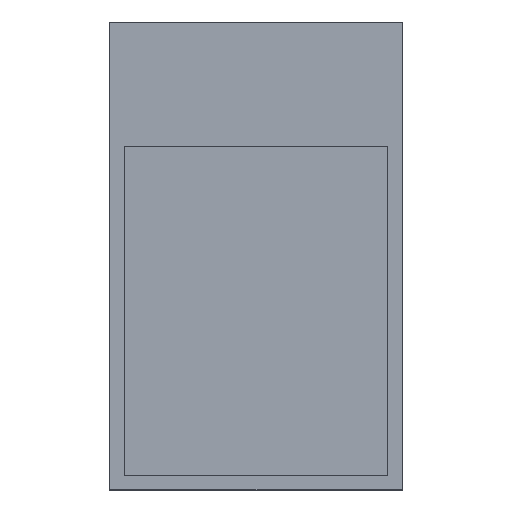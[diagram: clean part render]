
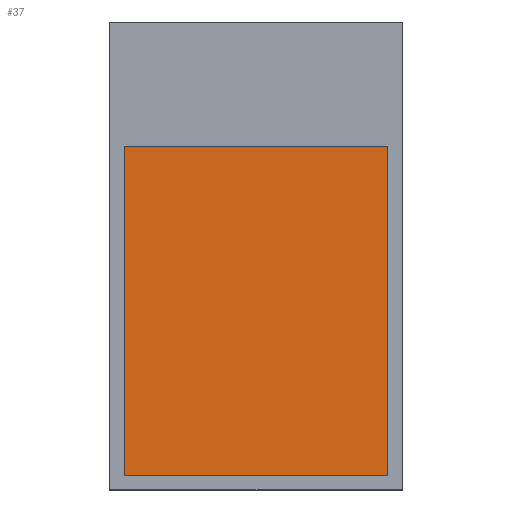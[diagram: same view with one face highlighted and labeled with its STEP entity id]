
A CAD part, top view. The second image highlights one B-rep face of the part: STEP entity #37.
In plain terms, the highlighted planar face has unit normal (0, 0, 1).
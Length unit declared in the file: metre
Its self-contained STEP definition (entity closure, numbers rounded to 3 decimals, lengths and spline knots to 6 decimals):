
#37 = ADVANCED_FACE( 'Face appearance 1', ( #77 ), #78, .T. );
#77 = FACE_OUTER_BOUND( '', #118, .T. );
#78 = PLANE( '', #119 );
#118 = EDGE_LOOP( '', ( #158, #159, #160, #161 ) );
#119 = AXIS2_PLACEMENT_3D( '', #162, #163, #164 );
#158 = ORIENTED_EDGE( '', *, *, #247, .T. );
#159 = ORIENTED_EDGE( '', *, *, #248, .T. );
#160 = ORIENTED_EDGE( '', *, *, #245, .F. );
#161 = ORIENTED_EDGE( '', *, *, #249, .T. );
#162 = CARTESIAN_POINT( '', ( 0., -0.008, 0.0022 ) );
#163 = DIRECTION( '', ( 0., 0., 1. ) );
#164 = DIRECTION( '', ( 1., 0., 0. ) );
#245 = EDGE_CURVE( '', #282, #277, #284, .T. );
#247 = EDGE_CURVE( '', #286, #287, #288, .T. );
#248 = EDGE_CURVE( '', #287, #277, #289, .T. );
#249 = EDGE_CURVE( '', #282, #286, #290, .T. );
#277 = VERTEX_POINT( '', #328 );
#282 = VERTEX_POINT( '', #335 );
#284 = LINE( '', #338, #339 );
#286 = VERTEX_POINT( '', #341 );
#287 = VERTEX_POINT( '', #342 );
#288 = LINE( '', #343, #344 );
#289 = LINE( '', #345, #346 );
#290 = LINE( '', #347, #348 );
#328 = CARTESIAN_POINT( '', ( 0.0045, -0.00425, 0.0022 ) );
#335 = CARTESIAN_POINT( '', ( -0.0045, -0.00425, 0.0022 ) );
#338 = CARTESIAN_POINT( '', ( 0., -0.00425, 0.0022 ) );
#339 = VECTOR( '', #405, 1. );
#341 = CARTESIAN_POINT( '', ( -0.0045, -0.0155, 0.0022 ) );
#342 = CARTESIAN_POINT( '', ( 0.0045, -0.0155, 0.0022 ) );
#343 = CARTESIAN_POINT( '', ( 0., -0.0155, 0.0022 ) );
#344 = VECTOR( '', #406, 1. );
#345 = CARTESIAN_POINT( '', ( 0.0045, -0.009875, 0.0022 ) );
#346 = VECTOR( '', #407, 1. );
#347 = CARTESIAN_POINT( '', ( -0.0045, -0.009875, 0.0022 ) );
#348 = VECTOR( '', #408, 1. );
#405 = DIRECTION( '', ( 1., 0., 0. ) );
#406 = DIRECTION( '', ( 1., 0., 0. ) );
#407 = DIRECTION( '', ( 0., 1., 0. ) );
#408 = DIRECTION( '', ( 0., -1., 0. ) );
